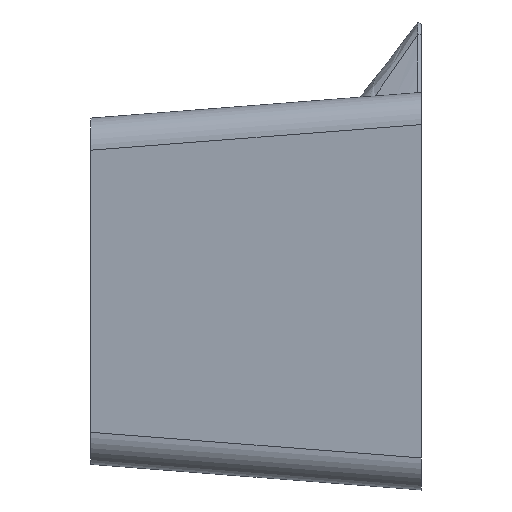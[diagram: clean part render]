
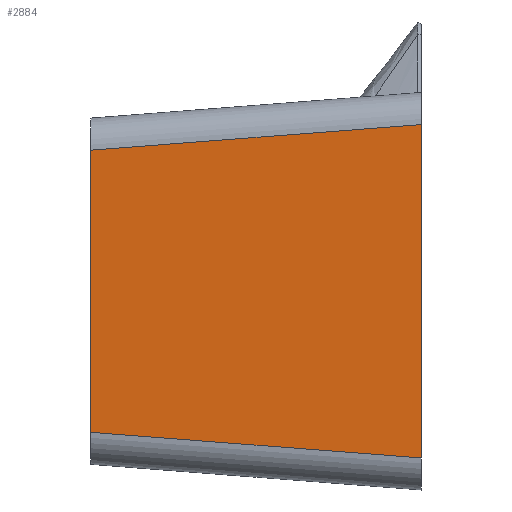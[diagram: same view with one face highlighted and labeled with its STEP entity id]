
A CAD part, left-side view. The second image highlights one B-rep face of the part: STEP entity #2884.
In plain terms, the highlighted free-form (B-spline) face has degree [1, 1] with [2, 2] control points.
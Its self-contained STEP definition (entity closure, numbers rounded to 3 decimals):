
#896 = VERTEX_POINT('',#897);
#897 = CARTESIAN_POINT('',(-25.,0.5,-32.));
#906 = EDGE_CURVE('',#896,#907,#909,.T.);
#907 = VERTEX_POINT('',#908);
#908 = CARTESIAN_POINT('',(-25.,0.5,20.));
#909 = LINE('',#910,#911);
#910 = CARTESIAN_POINT('',(-25.,0.5,-32.));
#911 = VECTOR('',#912,1.);
#912 = DIRECTION('',(0.,0.,1.));
#2511 = EDGE_CURVE('',#896,#2512,#2514,.T.);
#2512 = VERTEX_POINT('',#2513);
#2513 = CARTESIAN_POINT('',(-21.,52.,-28.));
#2514 = B_SPLINE_CURVE_WITH_KNOTS('',1,(#2515,#2516),.UNSPECIFIED.,.F.,
  .F.,(2,2),(0.,1.),.PIECEWISE_BEZIER_KNOTS.);
#2515 = CARTESIAN_POINT('',(-25.,0.5,-32.));
#2516 = CARTESIAN_POINT('',(-21.,52.,-28.));
#2853 = VERTEX_POINT('',#2854);
#2854 = CARTESIAN_POINT('',(-21.,52.,16.));
#2861 = EDGE_CURVE('',#907,#2853,#2862,.T.);
#2862 = B_SPLINE_CURVE_WITH_KNOTS('',1,(#2863,#2864),.UNSPECIFIED.,.F.,
  .F.,(2,2),(0.,1.),.PIECEWISE_BEZIER_KNOTS.);
#2863 = CARTESIAN_POINT('',(-25.,0.5,20.));
#2864 = CARTESIAN_POINT('',(-21.,52.,16.));
#2884 = ADVANCED_FACE('',(#2885),#2896,.T.);
#2885 = FACE_BOUND('',#2886,.T.);
#2886 = EDGE_LOOP('',(#2887,#2888,#2889,#2895));
#2887 = ORIENTED_EDGE('',*,*,#906,.T.);
#2888 = ORIENTED_EDGE('',*,*,#2861,.T.);
#2889 = ORIENTED_EDGE('',*,*,#2890,.F.);
#2890 = EDGE_CURVE('',#2512,#2853,#2891,.T.);
#2891 = LINE('',#2892,#2893);
#2892 = CARTESIAN_POINT('',(-21.,52.,-28.));
#2893 = VECTOR('',#2894,1.);
#2894 = DIRECTION('',(0.,0.,1.));
#2895 = ORIENTED_EDGE('',*,*,#2511,.F.);
#2896 = B_SPLINE_SURFACE_WITH_KNOTS('',1,1,(
    (#2897,#2898)
    ,(#2899,#2900
    )),.UNSPECIFIED.,.F.,.F.,.F.,(2,2),(2,2),(0.,52.),(0.,1.),
  .PIECEWISE_BEZIER_KNOTS.);
#2897 = CARTESIAN_POINT('',(-25.,0.5,-32.));
#2898 = CARTESIAN_POINT('',(-21.,52.,-28.));
#2899 = CARTESIAN_POINT('',(-25.,0.5,20.));
#2900 = CARTESIAN_POINT('',(-21.,52.,16.));
